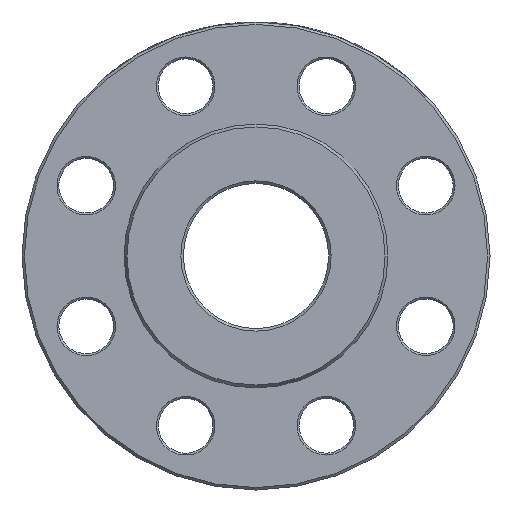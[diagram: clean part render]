
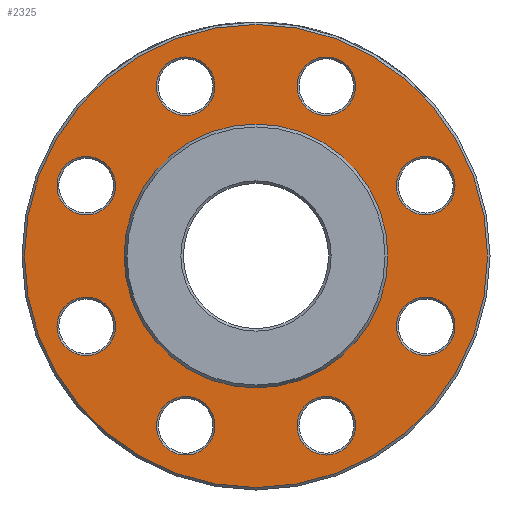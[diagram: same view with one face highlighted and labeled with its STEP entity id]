
A CAD part, left-side view. The second image highlights one B-rep face of the part: STEP entity #2325.
In plain terms, the highlighted planar face has unit normal (-1, 0, 0).
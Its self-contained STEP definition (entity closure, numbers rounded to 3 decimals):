
#29 = VERTEX_POINT ( 'NONE', #5974 ) ;
#68 = EDGE_CURVE ( 'NONE', #365, #365, #5650, .T. ) ;
#98 = CARTESIAN_POINT ( 'NONE',  ( 2., -68.921, 40.448 ) ) ;
#125 = EDGE_CURVE ( 'NONE', #4152, #4152, #2615, .T. ) ;
#170 = CARTESIAN_POINT ( 'NONE',  ( 2., 0., 53.555 ) ) ;
#307 = ORIENTED_EDGE ( 'NONE', *, *, #68, .T. ) ;
#330 = AXIS2_PLACEMENT_3D ( 'NONE', #5441, #3852, #5970 ) ;
#338 = FACE_BOUND ( 'NONE', #4680, .T. ) ;
#365 = VERTEX_POINT ( 'NONE', #2532 ) ;
#404 = FACE_OUTER_BOUND ( 'NONE', #5512, .T. ) ;
#425 = DIRECTION ( 'NONE',  ( 0., 0., 1. ) ) ;
#503 = CARTESIAN_POINT ( 'NONE',  ( 2., -28.548, 68.921 ) ) ;
#698 = CARTESIAN_POINT ( 'NONE',  ( 2., 40.448, 68.921 ) ) ;
#699 = EDGE_LOOP ( 'NONE', ( #3564 ) ) ;
#773 = EDGE_CURVE ( 'NONE', #4355, #4355, #6783, .T. ) ;
#782 = AXIS2_PLACEMENT_3D ( 'NONE', #3992, #1876, #6153 ) ;
#834 = EDGE_LOOP ( 'NONE', ( #3348 ) ) ;
#935 = FACE_BOUND ( 'NONE', #699, .T. ) ;
#1124 = CIRCLE ( 'NONE', #782, 11.9 ) ;
#1266 = CARTESIAN_POINT ( 'NONE',  ( 2., -68.921, 28.548 ) ) ;
#1295 = CARTESIAN_POINT ( 'NONE',  ( 2., 0., 0. ) ) ;
#1506 = FACE_BOUND ( 'NONE', #3770, .T. ) ;
#1525 = EDGE_CURVE ( 'NONE', #29, #29, #2714, .T. ) ;
#1557 = DIRECTION ( 'NONE',  ( -1., 0., 0. ) ) ;
#1689 = AXIS2_PLACEMENT_3D ( 'NONE', #4927, #2643, #2785 ) ;
#1703 = AXIS2_PLACEMENT_3D ( 'NONE', #2741, #5452, #3169 ) ;
#1811 = AXIS2_PLACEMENT_3D ( 'NONE', #503, #5497, #3317 ) ;
#1876 = DIRECTION ( 'NONE',  ( 1., 0., 0. ) ) ;
#1947 = CARTESIAN_POINT ( 'NONE',  ( 2., -77.336, -20.134 ) ) ;
#1996 = AXIS2_PLACEMENT_3D ( 'NONE', #4106, #5660, #4503 ) ;
#2203 = CARTESIAN_POINT ( 'NONE',  ( 2., 28.548, -68.921 ) ) ;
#2304 = VERTEX_POINT ( 'NONE', #3302 ) ;
#2325 = ADVANCED_FACE ( 'NONE', ( #935, #338, #3731, #4794, #6928, #5888, #2505, #4656, #404, #1506 ), #5255, .F. ) ;
#2371 = DIRECTION ( 'NONE',  ( 0., 0., 1. ) ) ;
#2505 = FACE_BOUND ( 'NONE', #4611, .T. ) ;
#2532 = CARTESIAN_POINT ( 'NONE',  ( 2., 68.921, -40.448 ) ) ;
#2576 = CARTESIAN_POINT ( 'NONE',  ( 2., 53.555, 0. ) ) ;
#2615 = CIRCLE ( 'NONE', #3510, 11.9 ) ;
#2643 = DIRECTION ( 'NONE',  ( 1., 0., 0. ) ) ;
#2714 = CIRCLE ( 'NONE', #1811, 11.9 ) ;
#2741 = CARTESIAN_POINT ( 'NONE',  ( 2., 68.921, -28.548 ) ) ;
#2785 = DIRECTION ( 'NONE',  ( 0., -1., 0. ) ) ;
#2817 = AXIS2_PLACEMENT_3D ( 'NONE', #2576, #4726, #3660 ) ;
#3010 = VERTEX_POINT ( 'NONE', #4065 ) ;
#3023 = EDGE_CURVE ( 'NONE', #2304, #2304, #3230, .T. ) ;
#3044 = EDGE_LOOP ( 'NONE', ( #307 ) ) ;
#3169 = DIRECTION ( 'NONE',  ( 0., 0., -1. ) ) ;
#3230 = CIRCLE ( 'NONE', #6815, 94. ) ;
#3302 = CARTESIAN_POINT ( 'NONE',  ( 2., 0., -94. ) ) ;
#3317 = DIRECTION ( 'NONE',  ( 0., 0.707, 0.707 ) ) ;
#3348 = ORIENTED_EDGE ( 'NONE', *, *, #1525, .T. ) ;
#3402 = VERTEX_POINT ( 'NONE', #6592 ) ;
#3510 = AXIS2_PLACEMENT_3D ( 'NONE', #2203, #4921, #5314 ) ;
#3526 = DIRECTION ( 'NONE',  ( -1., 0., 0. ) ) ;
#3549 = EDGE_CURVE ( 'NONE', #5481, #5481, #6356, .T. ) ;
#3564 = ORIENTED_EDGE ( 'NONE', *, *, #4763, .T. ) ;
#3660 = DIRECTION ( 'NONE',  ( 0., 0., -1. ) ) ;
#3683 = ORIENTED_EDGE ( 'NONE', *, *, #3695, .F. ) ;
#3695 = EDGE_CURVE ( 'NONE', #3925, #3925, #6012, .T. ) ;
#3731 = FACE_BOUND ( 'NONE', #834, .T. ) ;
#3770 = EDGE_LOOP ( 'NONE', ( #3683 ) ) ;
#3852 = DIRECTION ( 'NONE',  ( 1., 0., 0. ) ) ;
#3857 = ORIENTED_EDGE ( 'NONE', *, *, #125, .T. ) ;
#3865 = AXIS2_PLACEMENT_3D ( 'NONE', #4711, #1557, #425 ) ;
#3925 = VERTEX_POINT ( 'NONE', #170 ) ;
#3945 = ORIENTED_EDGE ( 'NONE', *, *, #5538, .T. ) ;
#3960 = DIRECTION ( 'NONE',  ( 1., 0., 0. ) ) ;
#3992 = CARTESIAN_POINT ( 'NONE',  ( 2., -68.921, -28.548 ) ) ;
#4029 = ORIENTED_EDGE ( 'NONE', *, *, #5749, .T. ) ;
#4065 = CARTESIAN_POINT ( 'NONE',  ( 2., -40.448, -68.921 ) ) ;
#4102 = VERTEX_POINT ( 'NONE', #1947 ) ;
#4106 = CARTESIAN_POINT ( 'NONE',  ( 2., 68.921, 28.548 ) ) ;
#4152 = VERTEX_POINT ( 'NONE', #4499 ) ;
#4291 = ORIENTED_EDGE ( 'NONE', *, *, #773, .T. ) ;
#4355 = VERTEX_POINT ( 'NONE', #698 ) ;
#4499 = CARTESIAN_POINT ( 'NONE',  ( 2., 20.134, -77.336 ) ) ;
#4503 = DIRECTION ( 'NONE',  ( 0., 0.707, -0.707 ) ) ;
#4611 = EDGE_LOOP ( 'NONE', ( #3857 ) ) ;
#4656 = FACE_BOUND ( 'NONE', #3044, .T. ) ;
#4680 = EDGE_LOOP ( 'NONE', ( #4291 ) ) ;
#4711 = CARTESIAN_POINT ( 'NONE',  ( 2., 0., 0. ) ) ;
#4726 = DIRECTION ( 'NONE',  ( 1., 0., 0. ) ) ;
#4734 = ORIENTED_EDGE ( 'NONE', *, *, #3023, .T. ) ;
#4763 = EDGE_CURVE ( 'NONE', #3402, #3402, #6061, .T. ) ;
#4794 = FACE_BOUND ( 'NONE', #5811, .T. ) ;
#4921 = DIRECTION ( 'NONE',  ( 1., 0., 0. ) ) ;
#4927 = CARTESIAN_POINT ( 'NONE',  ( 2., -28.548, -68.921 ) ) ;
#5107 = AXIS2_PLACEMENT_3D ( 'NONE', #1266, #3960, #2371 ) ;
#5136 = EDGE_LOOP ( 'NONE', ( #4029 ) ) ;
#5255 = PLANE ( 'NONE',  #2817 ) ;
#5314 = DIRECTION ( 'NONE',  ( 0., -0.707, -0.707 ) ) ;
#5319 = ORIENTED_EDGE ( 'NONE', *, *, #3549, .T. ) ;
#5441 = CARTESIAN_POINT ( 'NONE',  ( 2., 28.548, 68.921 ) ) ;
#5452 = DIRECTION ( 'NONE',  ( 1., 0., 0. ) ) ;
#5481 = VERTEX_POINT ( 'NONE', #98 ) ;
#5497 = DIRECTION ( 'NONE',  ( 1., 0., 0. ) ) ;
#5512 = EDGE_LOOP ( 'NONE', ( #4734 ) ) ;
#5538 = EDGE_CURVE ( 'NONE', #3010, #3010, #6330, .T. ) ;
#5650 = CIRCLE ( 'NONE', #1703, 11.9 ) ;
#5660 = DIRECTION ( 'NONE',  ( 1., 0., 0. ) ) ;
#5709 = DIRECTION ( 'NONE',  ( 0., 0., -1. ) ) ;
#5749 = EDGE_CURVE ( 'NONE', #4102, #4102, #1124, .T. ) ;
#5811 = EDGE_LOOP ( 'NONE', ( #5319 ) ) ;
#5888 = FACE_BOUND ( 'NONE', #6013, .T. ) ;
#5970 = DIRECTION ( 'NONE',  ( 0., 1., 0. ) ) ;
#5974 = CARTESIAN_POINT ( 'NONE',  ( 2., -20.134, 77.336 ) ) ;
#6012 = CIRCLE ( 'NONE', #3865, 53.555 ) ;
#6013 = EDGE_LOOP ( 'NONE', ( #3945 ) ) ;
#6061 = CIRCLE ( 'NONE', #1996, 11.9 ) ;
#6153 = DIRECTION ( 'NONE',  ( 0., -0.707, 0.707 ) ) ;
#6330 = CIRCLE ( 'NONE', #1689, 11.9 ) ;
#6356 = CIRCLE ( 'NONE', #5107, 11.9 ) ;
#6592 = CARTESIAN_POINT ( 'NONE',  ( 2., 77.336, 20.134 ) ) ;
#6783 = CIRCLE ( 'NONE', #330, 11.9 ) ;
#6815 = AXIS2_PLACEMENT_3D ( 'NONE', #1295, #3526, #5709 ) ;
#6928 = FACE_BOUND ( 'NONE', #5136, .T. ) ;
